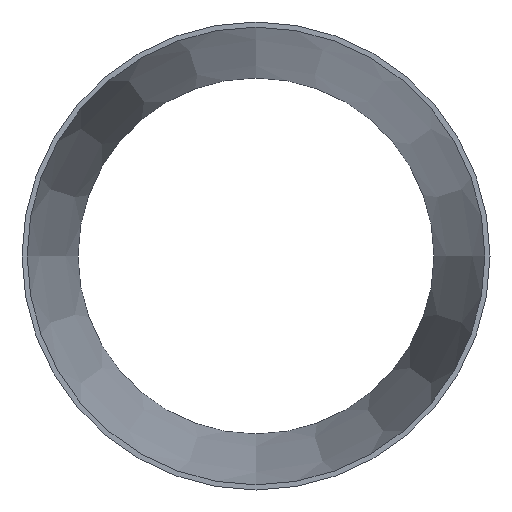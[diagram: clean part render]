
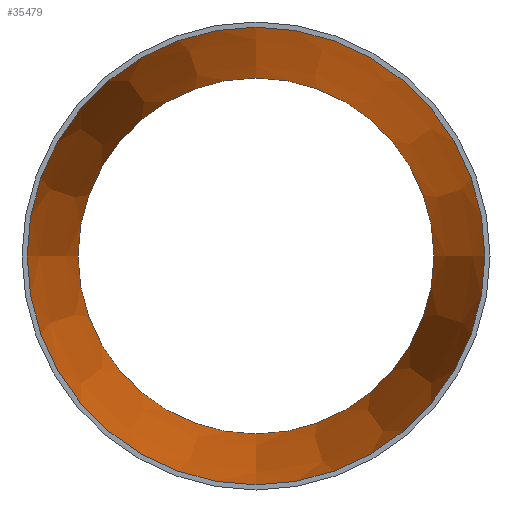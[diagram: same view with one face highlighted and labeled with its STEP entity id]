
A CAD part, front view. The second image highlights one B-rep face of the part: STEP entity #35479.
In plain terms, the highlighted conical face has half-angle 7.476 degrees and reference radius 224.957 mm.
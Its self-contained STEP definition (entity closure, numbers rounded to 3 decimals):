
#168 = CIRCLE ( 'NONE', #16182, 224.957 ) ;
#2914 = VERTEX_POINT ( 'NONE', #14375 ) ;
#4137 = DIRECTION ( 'NONE',  ( 0., 0., -1. ) ) ;
#11316 = EDGE_LOOP ( 'NONE', ( #15588 ) ) ;
#14375 = CARTESIAN_POINT ( 'NONE',  ( 0., 381., -174.957 ) ) ;
#14468 = CONICAL_SURFACE ( 'NONE', #41122, 224.957, 0.13 ) ;
#14826 = DIRECTION ( 'NONE',  ( 0., -1., 0. ) ) ;
#15425 = AXIS2_PLACEMENT_3D ( 'NONE', #15751, #25787, #18641 ) ;
#15588 = ORIENTED_EDGE ( 'NONE', *, *, #44211, .T. ) ;
#15751 = CARTESIAN_POINT ( 'NONE',  ( 0., 381., 0. ) ) ;
#16182 = AXIS2_PLACEMENT_3D ( 'NONE', #44156, #14826, #22919 ) ;
#18641 = DIRECTION ( 'NONE',  ( 0., 0., -1. ) ) ;
#21806 = VERTEX_POINT ( 'NONE', #28697 ) ;
#22311 = DIRECTION ( 'NONE',  ( 0., -1., 0. ) ) ;
#22886 = ORIENTED_EDGE ( 'NONE', *, *, #44295, .F. ) ;
#22919 = DIRECTION ( 'NONE',  ( 0., 0., -1. ) ) ;
#24913 = FACE_BOUND ( 'NONE', #31238, .T. ) ;
#25787 = DIRECTION ( 'NONE',  ( 0., -1., 0. ) ) ;
#28697 = CARTESIAN_POINT ( 'NONE',  ( 0., 0., -224.957 ) ) ;
#31238 = EDGE_LOOP ( 'NONE', ( #22886 ) ) ;
#32164 = CIRCLE ( 'NONE', #15425, 174.957 ) ;
#32778 = FACE_OUTER_BOUND ( 'NONE', #11316, .T. ) ;
#35479 = ADVANCED_FACE ( 'NONE', ( #24913, #32778 ), #14468, .F. ) ;
#36127 = CARTESIAN_POINT ( 'NONE',  ( 0., 0., 0. ) ) ;
#41122 = AXIS2_PLACEMENT_3D ( 'NONE', #36127, #22311, #4137 ) ;
#44156 = CARTESIAN_POINT ( 'NONE',  ( 0., 0., 0. ) ) ;
#44211 = EDGE_CURVE ( 'NONE', #21806, #21806, #168, .T. ) ;
#44295 = EDGE_CURVE ( 'NONE', #2914, #2914, #32164, .T. ) ;
